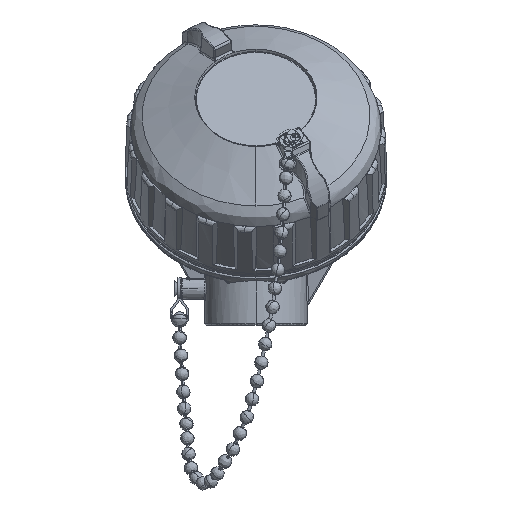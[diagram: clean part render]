
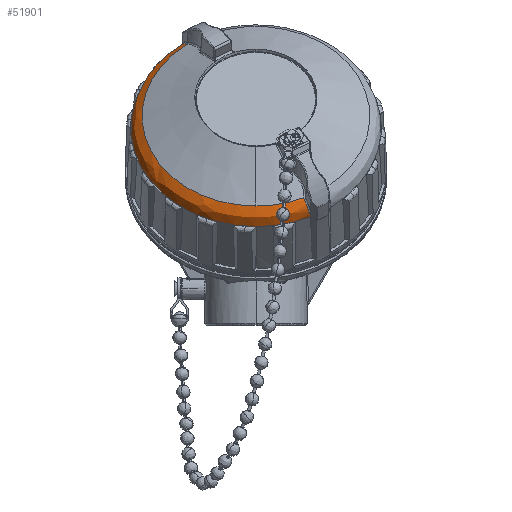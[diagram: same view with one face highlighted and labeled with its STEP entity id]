
A CAD part, left-side view. The second image highlights one B-rep face of the part: STEP entity #51901.
In plain terms, the highlighted free-form (B-spline) face has degree [3, 3] with [4, 4] control points.
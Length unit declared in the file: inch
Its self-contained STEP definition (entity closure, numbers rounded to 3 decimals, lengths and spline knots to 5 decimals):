
#2411 = CARTESIAN_POINT ( 'NONE',  ( -3.53303, -0.72038, -0.51604 ) ) ;
#3349 = AXIS2_PLACEMENT_3D ( 'NONE', #26137, #38689, #9757 ) ;
#3433 = CARTESIAN_POINT ( 'NONE',  ( -3.48496, -0.69598, -0.62626 ) ) ;
#3709 = CARTESIAN_POINT ( 'NONE',  ( -1.68036, 0.97765, 1.5362 ) ) ;
#5276 = CARTESIAN_POINT ( 'NONE',  ( -2.69807, -0.00015, 0.63859 ) ) ;
#5625 = VERTEX_POINT ( 'NONE', #49763 ) ;
#6215 = CARTESIAN_POINT ( 'NONE',  ( -3.54147, -0.64472, -0.46903 ) ) ;
#6843 = CARTESIAN_POINT ( 'NONE',  ( -1.83388, 0.96589, 1.59224 ) ) ;
#7088 = EDGE_CURVE ( 'NONE', #28233, #45963, #47364, .T. ) ;
#7944 = CARTESIAN_POINT ( 'NONE',  ( -3.62407, -0.00015, -0.54663 ) ) ;
#8930 = CARTESIAN_POINT ( 'NONE',  ( -3.46465, -0.70926, -0.64696 ) ) ;
#9237 = FACE_OUTER_BOUND ( 'NONE', #30849, .T. ) ;
#9757 = DIRECTION ( 'NONE',  ( -0.317, 0.857, -0.406 ) ) ;
#10039 = CARTESIAN_POINT ( 'NONE',  ( -2.8398, 3.18827, 0.37126 ) ) ;
#10302 = CARTESIAN_POINT ( 'NONE',  ( -1.66981, 0.95381, 1.54972 ) ) ;
#10852 = CARTESIAN_POINT ( 'NONE',  ( -4.25159, 1.65623, -1.34983 ) ) ;
#10972 = DIRECTION ( 'NONE',  ( 0.788, 0., -0.616 ) ) ;
#11060 = AXIS2_PLACEMENT_3D ( 'NONE', #20850, #24954, #45937 ) ;
#11762 = CARTESIAN_POINT ( 'NONE',  ( -1.93225, 0.92756, 1.59068 ) ) ;
#12152 = CARTESIAN_POINT ( 'NONE',  ( -1.69327, 0.9775, 1.54554 ) ) ;
#12823 = VERTEX_POINT ( 'NONE', #3433 ) ;
#13465 = VERTEX_POINT ( 'NONE', #38255 ) ;
#13670 = EDGE_CURVE ( 'NONE', #45963, #5625, #41934, .T. ) ;
#14142 = CARTESIAN_POINT ( 'NONE',  ( -4.20986, 1.82122, -1.7014 ) ) ;
#14423 = CARTESIAN_POINT ( 'NONE',  ( -1.85386, 0.92024, 1.6332 ) ) ;
#14522 = ORIENTED_EDGE ( 'NONE', *, *, #22748, .T. ) ;
#14608 = EDGE_CURVE ( 'NONE', #12823, #27717, #32123, .T. ) ;
#15678 = EDGE_CURVE ( 'NONE', #43555, #5625, #42318, .T. ) ;
#16802 = CARTESIAN_POINT ( 'NONE',  ( -1.73631, 0.97941, 1.56521 ) ) ;
#17427 = ORIENTED_EDGE ( 'NONE', *, *, #32207, .F. ) ;
#18250 = CARTESIAN_POINT ( 'NONE',  ( -4.30455, 1.75714, -1.50354 ) ) ;
#18524 = CARTESIAN_POINT ( 'NONE',  ( -4.28937, 1.81715, -1.63142 ) ) ;
#20850 = CARTESIAN_POINT ( 'NONE',  ( -2.50159, -0.00015, 0.48508 ) ) ;
#20925 = ORIENTED_EDGE ( 'NONE', *, *, #14608, .T. ) ;
#22748 = EDGE_CURVE ( 'NONE', #50664, #12823, #50245, .T. ) ;
#23124 = ORIENTED_EDGE ( 'NONE', *, *, #15678, .F. ) ;
#23956 =( BOUNDED_SURFACE ( )  B_SPLINE_SURFACE ( 3, 3, ( 
 ( #30279, #48227, #10852, #51223 ),
 ( #14423, #10039, #18250, #2411 ),
 ( #26960, #35160, #18524, #26702 ),
 ( #10302, #35431, #14142, #39774 ) ),
 .UNSPECIFIED., .F., .F., .F. ) 
 B_SPLINE_SURFACE_WITH_KNOTS ( ( 4, 4 ),
 ( 4, 4 ),
 ( 0., 1. ),
 ( 0., 1. ),
 .UNSPECIFIED. ) 
 GEOMETRIC_REPRESENTATION_ITEM ( )  RATIONAL_B_SPLINE_SURFACE ( (
 ( 1., 0.382, 0.382, 1.),
 ( 0.916, 0.35, 0.35, 0.916),
 ( 0.916, 0.35, 0.35, 0.916),
 ( 1., 0.382, 0.382, 1.) ) ) 
 REPRESENTATION_ITEM ( '' )  SURFACE ( )  );
#24729 = CARTESIAN_POINT ( 'NONE',  ( -1.75168, 0.98065, 1.56957 ) ) ;
#24954 = DIRECTION ( 'NONE',  ( 0.788, 0., -0.616 ) ) ;
#26137 = CARTESIAN_POINT ( 'NONE',  ( -2.50159, -0.00015, 0.48508 ) ) ;
#26702 = CARTESIAN_POINT ( 'NONE',  ( -3.4915, -0.74497, -0.61019 ) ) ;
#26960 = CARTESIAN_POINT ( 'NONE',  ( -1.75499, 0.95168, 1.61244 ) ) ;
#27717 = VERTEX_POINT ( 'NONE', #31794 ) ;
#28233 = VERTEX_POINT ( 'NONE', #7944 ) ;
#28688 = CARTESIAN_POINT ( 'NONE',  ( -1.79996, 0.9756, 1.58505 ) ) ;
#29150 = ORIENTED_EDGE ( 'NONE', *, *, #40047, .T. ) ;
#29436 = CARTESIAN_POINT ( 'NONE',  ( -3.48496, -0.69598, -0.62626 ) ) ;
#30279 = CARTESIAN_POINT ( 'NONE',  ( -1.94163, 0.86739, 1.60678 ) ) ;
#30849 = EDGE_LOOP ( 'NONE', ( #32462, #14522, #20925, #29150, #50565, #49858, #23124, #17427 ) ) ;
#31794 = CARTESIAN_POINT ( 'NONE',  ( -3.53916, -0.62928, -0.43796 ) ) ;
#32123 = B_SPLINE_CURVE_WITH_KNOTS ( 'NONE', 3,
 ( #51774, #35974, #52035, #51503, #6215, #44146 ),
 .UNSPECIFIED., .F., .F.,
 ( 4, 2, 4 ),
 ( 0., 0.5, 1. ),
 .UNSPECIFIED. ) ;
#32207 = EDGE_CURVE ( 'NONE', #13465, #43555, #39791, .T. ) ;
#32462 = ORIENTED_EDGE ( 'NONE', *, *, #44425, .F. ) ;
#33961 = DIRECTION ( 'NONE',  ( -0.528, -0.515, -0.675 ) ) ;
#34254 = CARTESIAN_POINT ( 'NONE',  ( -1.68036, 0.97765, 1.5362 ) ) ;
#35160 = CARTESIAN_POINT ( 'NONE',  ( -2.77459, 3.29716, 0.3074 ) ) ;
#35431 = CARTESIAN_POINT ( 'NONE',  ( -2.69169, 3.30453, 0.24176 ) ) ;
#35974 = CARTESIAN_POINT ( 'NONE',  ( -3.50493, -0.69024, -0.59721 ) ) ;
#36088 = DIRECTION ( 'NONE',  ( -0.528, -0.515, -0.675 ) ) ;
#36949 = AXIS2_PLACEMENT_3D ( 'NONE', #49155, #10972, #36088 ) ;
#38255 = CARTESIAN_POINT ( 'NONE',  ( -3.51982, -0.00015, -0.8182 ) ) ;
#38583 = DIRECTION ( 'NONE',  ( 0.788, 0., -0.616 ) ) ;
#38689 = DIRECTION ( 'NONE',  ( 0.788, 0., -0.616 ) ) ;
#39774 = CARTESIAN_POINT ( 'NONE',  ( -3.4102, -0.74664, -0.67789 ) ) ;
#39791 = CIRCLE ( 'NONE', #11060, 1.65388 ) ;
#40047 = EDGE_CURVE ( 'NONE', #27717, #28233, #48774, .T. ) ;
#40936 = CARTESIAN_POINT ( 'NONE',  ( -1.76729, 0.98226, 1.57226 ) ) ;
#41065 = CARTESIAN_POINT ( 'NONE',  ( -1.96175, 0.91192, 1.58103 ) ) ;
#41350 = CARTESIAN_POINT ( 'NONE',  ( -1.76729, 0.98226, 1.57226 ) ) ;
#41934 = B_SPLINE_CURVE_WITH_KNOTS ( 'NONE', 3,
 ( #53186, #11762, #52919, #6843, #28688, #40936 ),
 .UNSPECIFIED., .F., .F.,
 ( 4, 2, 4 ),
 ( 0., 0.5, 1. ),
 .UNSPECIFIED. ) ;
#42318 = B_SPLINE_CURVE_WITH_KNOTS ( 'NONE', 3,
 ( #3709, #12152, #45450, #16802, #24729, #41350 ),
 .UNSPECIFIED., .F., .F.,
 ( 4, 2, 4 ),
 ( -0.00027, 0.00093, 0.00213 ),
 .UNSPECIFIED. ) ;
#42657 = AXIS2_PLACEMENT_3D ( 'NONE', #5276, #38583, #33961 ) ;
#43555 = VERTEX_POINT ( 'NONE', #34254 ) ;
#44146 = CARTESIAN_POINT ( 'NONE',  ( -3.53916, -0.62928, -0.43796 ) ) ;
#44425 = EDGE_CURVE ( 'NONE', #50664, #13465, #50372, .T. ) ;
#45450 = CARTESIAN_POINT ( 'NONE',  ( -1.7072, 0.97784, 1.55323 ) ) ;
#45937 = DIRECTION ( 'NONE',  ( -0.317, 0.857, -0.406 ) ) ;
#45963 = VERTEX_POINT ( 'NONE', #41065 ) ;
#46849 = CARTESIAN_POINT ( 'NONE',  ( -3.47524, -0.70336, -0.63649 ) ) ;
#47364 = CIRCLE ( 'NONE', #36949, 1.50407 ) ;
#48227 = CARTESIAN_POINT ( 'NONE',  ( -2.87095, 3.00518, 0.41731 ) ) ;
#48774 = CIRCLE ( 'NONE', #42657, 1.50407 ) ;
#49155 = CARTESIAN_POINT ( 'NONE',  ( -2.69807, -0.00015, 0.63859 ) ) ;
#49763 = CARTESIAN_POINT ( 'NONE',  ( -1.76729, 0.98226, 1.57226 ) ) ;
#49858 = ORIENTED_EDGE ( 'NONE', *, *, #13670, .T. ) ;
#50130 = CARTESIAN_POINT ( 'NONE',  ( -3.41822, -0.72032, -0.68815 ) ) ;
#50245 = B_SPLINE_CURVE_WITH_KNOTS ( 'NONE', 3,
 ( #50130, #50661, #50394, #8930, #46849, #29436 ),
 .UNSPECIFIED., .F., .F.,
 ( 4, 2, 4 ),
 ( -0.00027, 0.00093, 0.00213 ),
 .UNSPECIFIED. ) ;
#50372 = CIRCLE ( 'NONE', #3349, 1.65388 ) ;
#50394 = CARTESIAN_POINT ( 'NONE',  ( -3.44236, -0.71749, -0.66767 ) ) ;
#50565 = ORIENTED_EDGE ( 'NONE', *, *, #7088, .T. ) ;
#50661 = CARTESIAN_POINT ( 'NONE',  ( -3.43052, -0.71987, -0.67803 ) ) ;
#50664 = VERTEX_POINT ( 'NONE', #53756 ) ;
#51223 = CARTESIAN_POINT ( 'NONE',  ( -3.52437, -0.67902, -0.41903 ) ) ;
#51503 = CARTESIAN_POINT ( 'NONE',  ( -3.53808, -0.65858, -0.50155 ) ) ;
#51774 = CARTESIAN_POINT ( 'NONE',  ( -3.48496, -0.69598, -0.62626 ) ) ;
#51901 = ADVANCED_FACE ( 'NONE', ( #9237 ), #23956, .T. ) ;
#52035 = CARTESIAN_POINT ( 'NONE',  ( -3.51982, -0.68134, -0.56565 ) ) ;
#52919 = CARTESIAN_POINT ( 'NONE',  ( -1.90004, 0.94187, 1.59505 ) ) ;
#53186 = CARTESIAN_POINT ( 'NONE',  ( -1.96175, 0.91192, 1.58103 ) ) ;
#53756 = CARTESIAN_POINT ( 'NONE',  ( -3.41822, -0.72032, -0.68815 ) ) ;
